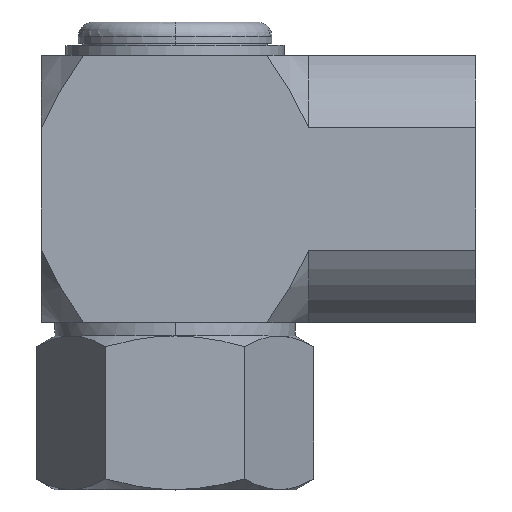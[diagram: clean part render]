
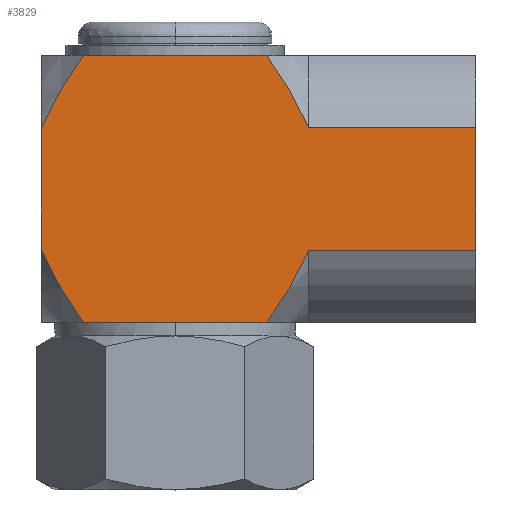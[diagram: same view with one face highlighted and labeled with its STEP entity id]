
A CAD part, top view. The second image highlights one B-rep face of the part: STEP entity #3829.
In plain terms, the highlighted planar face has unit normal (0, 0, 1).
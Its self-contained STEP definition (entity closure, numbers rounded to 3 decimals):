
#2567=CARTESIAN_POINT('Vertex',(-20.,-9.165,20.)) ;
#2570=CARTESIAN_POINT('Line Origine',(-20.,0.,20.)) ;
#2574=CARTESIAN_POINT('Vertex',(-20.,9.165,20.)) ;
#3735=CARTESIAN_POINT('Axis2P3D Location',(0.,0.,20.)) ;
#3741=CARTESIAN_POINT('Control Point',(13.716,-20.,20.)) ;
#3742=CARTESIAN_POINT('Control Point',(14.922,-18.294,20.)) ;
#3743=CARTESIAN_POINT('Control Point',(16.079,-16.553,20.)) ;
#3744=CARTESIAN_POINT('Control Point',(18.221,-12.944,20.)) ;
#3745=CARTESIAN_POINT('Control Point',(19.197,-11.093,20.)) ;
#3746=CARTESIAN_POINT('Control Point',(20.,-9.165,20.)) ;
#3747=CARTESIAN_POINT('Vertex',(13.716,-20.,20.)) ;
#3749=CARTESIAN_POINT('Vertex',(20.,-9.165,20.)) ;
#3752=CARTESIAN_POINT('Line Origine',(32.5,-9.165,20.)) ;
#3756=CARTESIAN_POINT('Vertex',(45.,-9.165,20.)) ;
#3759=CARTESIAN_POINT('Line Origine',(45.,0.,20.)) ;
#3763=CARTESIAN_POINT('Vertex',(45.,9.165,20.)) ;
#3766=CARTESIAN_POINT('Line Origine',(32.5,9.165,20.)) ;
#3770=CARTESIAN_POINT('Vertex',(20.,9.165,20.)) ;
#3774=CARTESIAN_POINT('Control Point',(20.,9.165,20.)) ;
#3775=CARTESIAN_POINT('Control Point',(19.595,10.138,20.)) ;
#3776=CARTESIAN_POINT('Control Point',(19.147,11.086,20.)) ;
#3777=CARTESIAN_POINT('Control Point',(18.189,12.946,20.)) ;
#3778=CARTESIAN_POINT('Control Point',(17.679,13.857,20.)) ;
#3779=CARTESIAN_POINT('Control Point',(16.081,16.549,20.)) ;
#3780=CARTESIAN_POINT('Control Point',(14.925,18.29,20.)) ;
#3781=CARTESIAN_POINT('Control Point',(13.716,20.,20.)) ;
#3782=CARTESIAN_POINT('Vertex',(13.716,20.,20.)) ;
#3785=CARTESIAN_POINT('Line Origine',(0.,20.,20.)) ;
#3789=CARTESIAN_POINT('Vertex',(-13.716,20.,20.)) ;
#3793=CARTESIAN_POINT('Control Point',(-13.716,20.,20.)) ;
#3794=CARTESIAN_POINT('Control Point',(-14.922,18.294,20.)) ;
#3795=CARTESIAN_POINT('Control Point',(-16.079,16.553,20.)) ;
#3796=CARTESIAN_POINT('Control Point',(-18.221,12.944,20.)) ;
#3797=CARTESIAN_POINT('Control Point',(-19.197,11.093,20.)) ;
#3798=CARTESIAN_POINT('Control Point',(-20.,9.165,20.)) ;
#3801=CARTESIAN_POINT('Control Point',(-20.,-9.165,20.)) ;
#3802=CARTESIAN_POINT('Control Point',(-19.595,-10.138,20.)) ;
#3803=CARTESIAN_POINT('Control Point',(-19.147,-11.086,20.)) ;
#3804=CARTESIAN_POINT('Control Point',(-18.189,-12.946,20.)) ;
#3805=CARTESIAN_POINT('Control Point',(-17.679,-13.857,20.)) ;
#3806=CARTESIAN_POINT('Control Point',(-16.081,-16.549,20.)) ;
#3807=CARTESIAN_POINT('Control Point',(-14.925,-18.29,20.)) ;
#3808=CARTESIAN_POINT('Control Point',(-13.716,-20.,20.)) ;
#3809=CARTESIAN_POINT('Vertex',(-13.716,-20.,20.)) ;
#3812=CARTESIAN_POINT('Line Origine',(0.,-20.,20.)) ;
#2571=DIRECTION('Vector Direction',(0.,-1.,0.)) ;
#3736=DIRECTION('Axis2P3D Direction',(-0.,0.,1.)) ;
#3737=DIRECTION('Axis2P3D XDirection',(1.,0.,0.)) ;
#3753=DIRECTION('Vector Direction',(1.,0.,0.)) ;
#3760=DIRECTION('Vector Direction',(0.,1.,0.)) ;
#3767=DIRECTION('Vector Direction',(1.,0.,0.)) ;
#3786=DIRECTION('Vector Direction',(-1.,0.,0.)) ;
#3813=DIRECTION('Vector Direction',(1.,0.,0.)) ;
#3738=AXIS2_PLACEMENT_3D('Plane Axis2P3D',#3735,#3736,#3737) ;
#3818=ORIENTED_EDGE('',*,*,#3751,.T.) ;
#3819=ORIENTED_EDGE('',*,*,#3758,.T.) ;
#3820=ORIENTED_EDGE('',*,*,#3765,.T.) ;
#3821=ORIENTED_EDGE('',*,*,#3772,.F.) ;
#3822=ORIENTED_EDGE('',*,*,#3784,.T.) ;
#3823=ORIENTED_EDGE('',*,*,#3791,.T.) ;
#3824=ORIENTED_EDGE('',*,*,#3799,.T.) ;
#3825=ORIENTED_EDGE('',*,*,#2576,.T.) ;
#3826=ORIENTED_EDGE('',*,*,#3811,.T.) ;
#3827=ORIENTED_EDGE('',*,*,#3816,.T.) ;
#2572=VECTOR('Line Direction',#2571,1.) ;
#3754=VECTOR('Line Direction',#3753,1.) ;
#3761=VECTOR('Line Direction',#3760,1.) ;
#3768=VECTOR('Line Direction',#3767,1.) ;
#3787=VECTOR('Line Direction',#3786,1.) ;
#3814=VECTOR('Line Direction',#3813,1.) ;
#3829=ADVANCED_FACE('_307_outlet.1\\Geometry.1',(#3828),#3739,.T.) ;
#2576=EDGE_CURVE('',#2575,#2568,#2573,.T.) ;
#3751=EDGE_CURVE('',#3748,#3750,#3740,.T.) ;
#3758=EDGE_CURVE('',#3750,#3757,#3755,.T.) ;
#3765=EDGE_CURVE('',#3757,#3764,#3762,.T.) ;
#3772=EDGE_CURVE('',#3771,#3764,#3769,.T.) ;
#3784=EDGE_CURVE('',#3771,#3783,#3773,.T.) ;
#3791=EDGE_CURVE('',#3783,#3790,#3788,.T.) ;
#3799=EDGE_CURVE('',#3790,#2575,#3792,.T.) ;
#3811=EDGE_CURVE('',#2568,#3810,#3800,.T.) ;
#3816=EDGE_CURVE('',#3810,#3748,#3815,.T.) ;
#3817=EDGE_LOOP('',(#3818,#3819,#3820,#3821,#3822,#3823,#3824,#3825,#3826,#3827)) ;
#3828=FACE_OUTER_BOUND('',#3817,.T.) ;
#2573=LINE('Line',#2570,#2572) ;
#3755=LINE('Line',#3752,#3754) ;
#3762=LINE('Line',#3759,#3761) ;
#3769=LINE('Line',#3766,#3768) ;
#3788=LINE('Line',#3785,#3787) ;
#3815=LINE('Line',#3812,#3814) ;
#3739=PLANE('',#3738) ;
#2568=VERTEX_POINT('',#2567) ;
#2575=VERTEX_POINT('',#2574) ;
#3748=VERTEX_POINT('',#3747) ;
#3750=VERTEX_POINT('',#3749) ;
#3757=VERTEX_POINT('',#3756) ;
#3764=VERTEX_POINT('',#3763) ;
#3771=VERTEX_POINT('',#3770) ;
#3783=VERTEX_POINT('',#3782) ;
#3790=VERTEX_POINT('',#3789) ;
#3810=VERTEX_POINT('',#3809) ;
#3740=(BOUNDED_CURVE()B_SPLINE_CURVE(3,(#3741,#3742,#3743,#3744,#3745,#3746),.UNSPECIFIED.,.F.,.U.)B_SPLINE_CURVE_WITH_KNOTS((4,2,4),(0.,6.279,12.558),.UNSPECIFIED.)CURVE()GEOMETRIC_REPRESENTATION_ITEM()RATIONAL_B_SPLINE_CURVE((1.,1.,1.,1.,1.,1.))REPRESENTATION_ITEM('')) ;
#3773=(BOUNDED_CURVE()B_SPLINE_CURVE(3,(#3774,#3775,#3776,#3777,#3778,#3779,#3780,#3781),.UNSPECIFIED.,.F.,.U.)B_SPLINE_CURVE_WITH_KNOTS((4,2,2,4),(0.,3.138,6.277,12.553),.UNSPECIFIED.)CURVE()GEOMETRIC_REPRESENTATION_ITEM()RATIONAL_B_SPLINE_CURVE((1.,1.,1.,1.,1.,1.,1.,1.))REPRESENTATION_ITEM('')) ;
#3792=(BOUNDED_CURVE()B_SPLINE_CURVE(3,(#3793,#3794,#3795,#3796,#3797,#3798),.UNSPECIFIED.,.F.,.U.)B_SPLINE_CURVE_WITH_KNOTS((4,2,4),(0.,6.279,12.558),.UNSPECIFIED.)CURVE()GEOMETRIC_REPRESENTATION_ITEM()RATIONAL_B_SPLINE_CURVE((1.,1.,1.,1.,1.,1.))REPRESENTATION_ITEM('')) ;
#3800=(BOUNDED_CURVE()B_SPLINE_CURVE(3,(#3801,#3802,#3803,#3804,#3805,#3806,#3807,#3808),.UNSPECIFIED.,.F.,.U.)B_SPLINE_CURVE_WITH_KNOTS((4,2,2,4),(0.,3.138,6.277,12.553),.UNSPECIFIED.)CURVE()GEOMETRIC_REPRESENTATION_ITEM()RATIONAL_B_SPLINE_CURVE((1.,1.,1.,1.,1.,1.,1.,1.))REPRESENTATION_ITEM('')) ;
